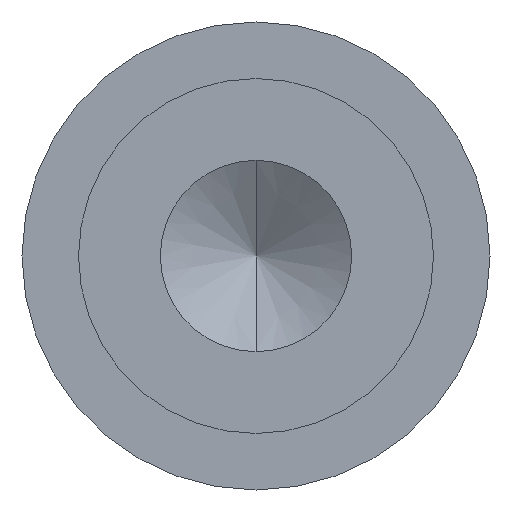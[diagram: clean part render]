
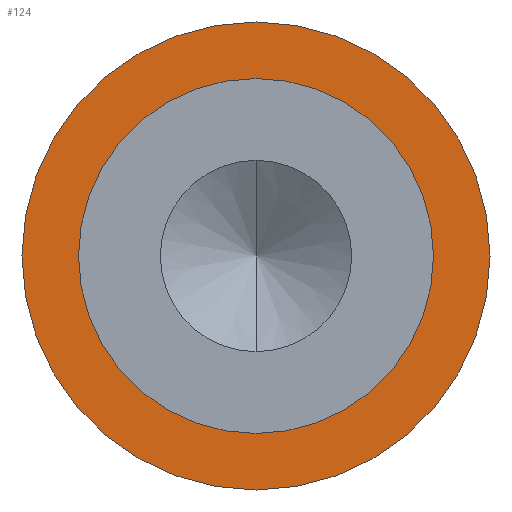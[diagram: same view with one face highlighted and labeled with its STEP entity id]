
A CAD part, front view. The second image highlights one B-rep face of the part: STEP entity #124.
In plain terms, the highlighted planar face has unit normal (0, -1, 0).
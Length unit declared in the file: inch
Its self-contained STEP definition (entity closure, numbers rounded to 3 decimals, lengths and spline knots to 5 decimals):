
#43 = EDGE_CURVE ( 'NONE', #478, #402, #515, .T. ) ;
#50 = AXIS2_PLACEMENT_3D ( 'NONE', #388, #164, #238 ) ;
#53 = AXIS2_PLACEMENT_3D ( 'NONE', #252, #349, #249 ) ;
#55 = EDGE_CURVE ( 'NONE', #400, #658, #507, .T. ) ;
#58 = EDGE_CURVE ( 'NONE', #402, #478, #512, .T. ) ;
#60 = EDGE_CURVE ( 'NONE', #658, #400, #499, .T. ) ;
#66 = AXIS2_PLACEMENT_3D ( 'NONE', #333, #347, #267 ) ;
#86 = AXIS2_PLACEMENT_3D ( 'NONE', #201, #204, #279 ) ;
#107 = AXIS2_PLACEMENT_3D ( 'NONE', #148, #188, #163 ) ;
#124 = ADVANCED_FACE ( 'NONE', ( #469, #459 ), #191, .T. ) ;
#148 = CARTESIAN_POINT ( 'NONE',  ( 0.05075, 0.452, 0. ) ) ;
#163 = DIRECTION ( 'NONE',  ( 0., 0., -1. ) ) ;
#164 = DIRECTION ( 'NONE',  ( 0., -1., 0. ) ) ;
#188 = DIRECTION ( 'NONE',  ( 0., -1., 0. ) ) ;
#191 = PLANE ( 'NONE',  #107 ) ;
#201 = CARTESIAN_POINT ( 'NONE',  ( 0., 0.452, 0. ) ) ;
#204 = DIRECTION ( 'NONE',  ( 0., -1., 0. ) ) ;
#224 = CARTESIAN_POINT ( 'NONE',  ( 0., 0.452, 0.0385 ) ) ;
#238 = DIRECTION ( 'NONE',  ( 0., 0., -1. ) ) ;
#249 = DIRECTION ( 'NONE',  ( 0., 0., -1. ) ) ;
#252 = CARTESIAN_POINT ( 'NONE',  ( 0., 0.452, 0. ) ) ;
#259 = CARTESIAN_POINT ( 'NONE',  ( 0., 0.452, -0.05075 ) ) ;
#264 = CARTESIAN_POINT ( 'NONE',  ( 0., 0.452, -0.0385 ) ) ;
#267 = DIRECTION ( 'NONE',  ( 0., 0., -1. ) ) ;
#279 = DIRECTION ( 'NONE',  ( 0., 0., -1. ) ) ;
#333 = CARTESIAN_POINT ( 'NONE',  ( 0., 0.452, 0. ) ) ;
#334 = CARTESIAN_POINT ( 'NONE',  ( 0., 0.452, 0.05075 ) ) ;
#347 = DIRECTION ( 'NONE',  ( 0., -1., 0. ) ) ;
#349 = DIRECTION ( 'NONE',  ( 0., -1., 0. ) ) ;
#388 = CARTESIAN_POINT ( 'NONE',  ( 0., 0.452, 0. ) ) ;
#400 = VERTEX_POINT ( 'NONE', #264 ) ;
#402 = VERTEX_POINT ( 'NONE', #334 ) ;
#459 = FACE_OUTER_BOUND ( 'NONE', #542, .T. ) ;
#469 = FACE_BOUND ( 'NONE', #540, .T. ) ;
#478 = VERTEX_POINT ( 'NONE', #259 ) ;
#499 = CIRCLE ( 'NONE', #86, 0.0385 ) ;
#507 = CIRCLE ( 'NONE', #53, 0.0385 ) ;
#512 = CIRCLE ( 'NONE', #50, 0.05075 ) ;
#515 = CIRCLE ( 'NONE', #66, 0.05075 ) ;
#540 = EDGE_LOOP ( 'NONE', ( #629, #638 ) ) ;
#542 = EDGE_LOOP ( 'NONE', ( #643, #628 ) ) ;
#628 = ORIENTED_EDGE ( 'NONE', *, *, #58, .T. ) ;
#629 = ORIENTED_EDGE ( 'NONE', *, *, #55, .F. ) ;
#638 = ORIENTED_EDGE ( 'NONE', *, *, #60, .F. ) ;
#643 = ORIENTED_EDGE ( 'NONE', *, *, #43, .T. ) ;
#658 = VERTEX_POINT ( 'NONE', #224 ) ;
